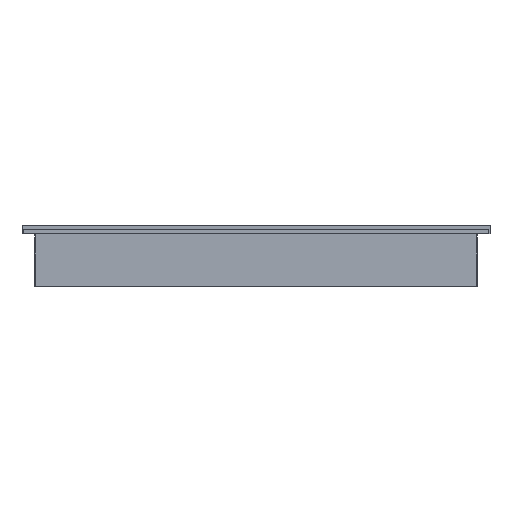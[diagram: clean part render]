
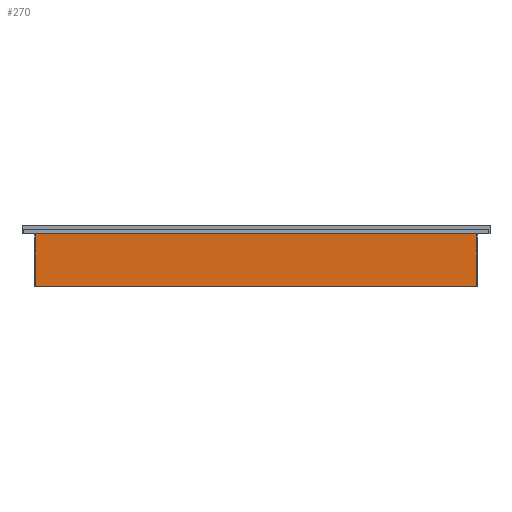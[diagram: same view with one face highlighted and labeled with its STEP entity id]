
A CAD part, front view. The second image highlights one B-rep face of the part: STEP entity #270.
In plain terms, the highlighted planar face has unit normal (0, -1, 0).
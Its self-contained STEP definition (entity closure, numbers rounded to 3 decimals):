
#53 = DIRECTION ( 'NONE',  ( 1., 0., 0. ) ) ;
#115 = CARTESIAN_POINT ( 'NONE',  ( -190., -190., 0. ) ) ;
#270 = ADVANCED_FACE ( 'NONE', ( #2227 ), #1617, .T. ) ;
#452 = VERTEX_POINT ( 'NONE', #561 ) ;
#495 = CARTESIAN_POINT ( 'NONE',  ( -190., -190., -47.5 ) ) ;
#561 = CARTESIAN_POINT ( 'NONE',  ( 190., -190., -47.5 ) ) ;
#595 = CARTESIAN_POINT ( 'NONE',  ( 190., -190., 0. ) ) ;
#707 = LINE ( 'NONE', #1365, #3235 ) ;
#821 = VECTOR ( 'NONE', #2428, 1000. ) ;
#913 = ORIENTED_EDGE ( 'NONE', *, *, #1106, .F. ) ;
#937 = ORIENTED_EDGE ( 'NONE', *, *, #2262, .T. ) ;
#989 = DIRECTION ( 'NONE',  ( 1., 0., 0. ) ) ;
#1106 = EDGE_CURVE ( 'NONE', #2513, #3372, #2178, .T. ) ;
#1128 = LINE ( 'NONE', #495, #821 ) ;
#1365 = CARTESIAN_POINT ( 'NONE',  ( -190., -190., -47.5 ) ) ;
#1543 = ORIENTED_EDGE ( 'NONE', *, *, #4137, .T. ) ;
#1617 = PLANE ( 'NONE',  #2082 ) ;
#2082 = AXIS2_PLACEMENT_3D ( 'NONE', #2899, #3511, #989 ) ;
#2090 = LINE ( 'NONE', #2366, #2583 ) ;
#2091 = VECTOR ( 'NONE', #3410, 1000. ) ;
#2178 = LINE ( 'NONE', #595, #2091 ) ;
#2227 = FACE_OUTER_BOUND ( 'NONE', #4107, .T. ) ;
#2262 = EDGE_CURVE ( 'NONE', #3351, #452, #707, .T. ) ;
#2366 = CARTESIAN_POINT ( 'NONE',  ( 190., -190., -47.5 ) ) ;
#2428 = DIRECTION ( 'NONE',  ( 0., 0., 1. ) ) ;
#2513 = VERTEX_POINT ( 'NONE', #115 ) ;
#2583 = VECTOR ( 'NONE', #3335, 1000. ) ;
#2724 = EDGE_CURVE ( 'NONE', #3351, #2513, #1128, .T. ) ;
#2751 = ORIENTED_EDGE ( 'NONE', *, *, #2724, .F. ) ;
#2899 = CARTESIAN_POINT ( 'NONE',  ( -190., -190., -47.5 ) ) ;
#3235 = VECTOR ( 'NONE', #53, 1000. ) ;
#3284 = CARTESIAN_POINT ( 'NONE',  ( 190., -190., 0. ) ) ;
#3335 = DIRECTION ( 'NONE',  ( 0., 0., 1. ) ) ;
#3351 = VERTEX_POINT ( 'NONE', #3771 ) ;
#3372 = VERTEX_POINT ( 'NONE', #3284 ) ;
#3410 = DIRECTION ( 'NONE',  ( 1., 0., 0. ) ) ;
#3511 = DIRECTION ( 'NONE',  ( 0., -1., 0. ) ) ;
#3771 = CARTESIAN_POINT ( 'NONE',  ( -190., -190., -47.5 ) ) ;
#4107 = EDGE_LOOP ( 'NONE', ( #1543, #913, #2751, #937 ) ) ;
#4137 = EDGE_CURVE ( 'NONE', #452, #3372, #2090, .T. ) ;
